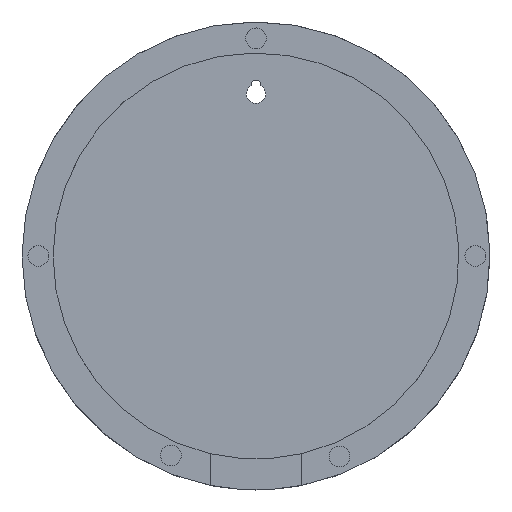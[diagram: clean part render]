
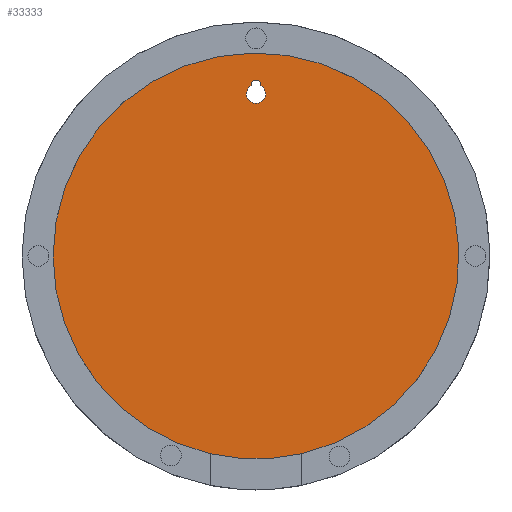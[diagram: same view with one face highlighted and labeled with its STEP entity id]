
A CAD part, top view. The second image highlights one B-rep face of the part: STEP entity #33333.
In plain terms, the highlighted planar face has unit normal (0, 0, 1).
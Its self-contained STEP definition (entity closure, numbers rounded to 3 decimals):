
#17=CIRCLE('',#34318,4.);
#19=CIRCLE('',#34321,98.);
#20=CIRCLE('',#34322,2.);
#78=FACE_BOUND('',#6097,.T.);
#4307=FACE_OUTER_BOUND('',#6096,.T.);
#6096=EDGE_LOOP('',(#29161));
#6097=EDGE_LOOP('',(#29162,#29163));
#15979=VERTEX_POINT('',#62887);
#15980=VERTEX_POINT('',#62888);
#15983=VERTEX_POINT('',#62896);
#20840=EDGE_CURVE('',#15979,#15980,#17,.T.);
#20844=EDGE_CURVE('',#15983,#15983,#19,.T.);
#20845=EDGE_CURVE('',#15980,#15979,#20,.T.);
#29161=ORIENTED_EDGE('',*,*,#20844,.T.);
#29162=ORIENTED_EDGE('',*,*,#20840,.T.);
#29163=ORIENTED_EDGE('',*,*,#20845,.T.);
#31580=PLANE('',#34320);
#33333=ADVANCED_FACE('',(#4307,#78),#31580,.T.);
#34318=AXIS2_PLACEMENT_3D('',#62889,#39510,#39511);
#34320=AXIS2_PLACEMENT_3D('',#62895,#39516,#39517);
#34321=AXIS2_PLACEMENT_3D('',#62897,#39518,#39519);
#34322=AXIS2_PLACEMENT_3D('',#62898,#39520,#39521);
#39510=DIRECTION('center_axis',(0.,0.,-1.));
#39511=DIRECTION('ref_axis',(1.,0.,0.));
#39516=DIRECTION('center_axis',(0.,0.,1.));
#39517=DIRECTION('ref_axis',(1.,0.,0.));
#39518=DIRECTION('center_axis',(0.,0.,1.));
#39519=DIRECTION('ref_axis',(1.,0.,0.));
#39520=DIRECTION('center_axis',(0.,0.,-1.));
#39521=DIRECTION('ref_axis',(1.,0.,0.));
#62887=CARTESIAN_POINT('',(1.962,71.332,2.));
#62888=CARTESIAN_POINT('',(-1.962,71.332,2.));
#62889=CARTESIAN_POINT('Origin',(0.,67.846,2.));
#62895=CARTESIAN_POINT('Origin',(0.,0.,2.));
#62896=CARTESIAN_POINT('',(-98.,0.,2.));
#62897=CARTESIAN_POINT('Origin',(0.,0.,2.));
#62898=CARTESIAN_POINT('Origin',(0.,71.722,2.));
